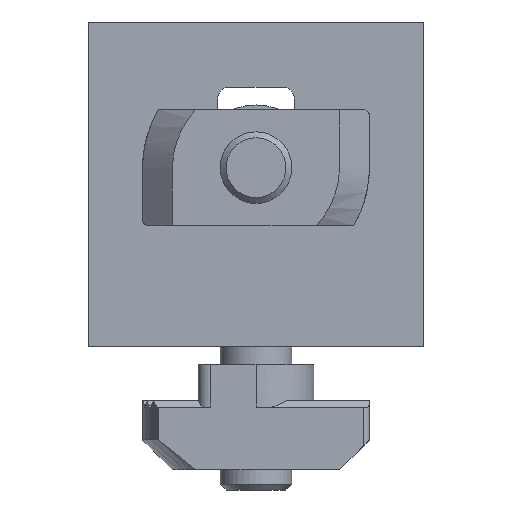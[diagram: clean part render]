
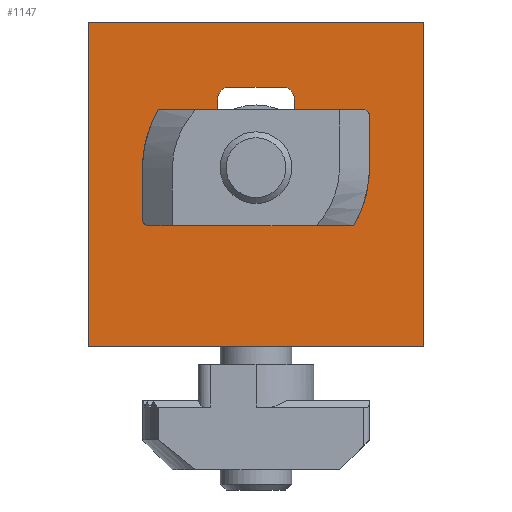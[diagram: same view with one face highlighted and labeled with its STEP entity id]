
A CAD part, front view. The second image highlights one B-rep face of the part: STEP entity #1147.
In plain terms, the highlighted face is planar.
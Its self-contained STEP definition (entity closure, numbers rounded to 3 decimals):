
#1147=ADVANCED_FACE('',(#1377,#1378),#1379,.T.);
#1377=FACE_BOUND('',#1654,.T.);
#1378=FACE_OUTER_BOUND('',#1655,.T.);
#1379=PLANE('',#1656);
#1654=EDGE_LOOP('',(#2518,#2519,#2520,#2521,#2522,#2523,#2524,#2525));
#1655=EDGE_LOOP('',(#2526,#2527,#2528,#2529));
#1656=AXIS2_PLACEMENT_3D('',#2530,#2531,#2532);
#2518=ORIENTED_EDGE('',*,*,#2986,.T.);
#2519=ORIENTED_EDGE('',*,*,#2987,.T.);
#2520=ORIENTED_EDGE('',*,*,#2988,.T.);
#2521=ORIENTED_EDGE('',*,*,#2965,.T.);
#2522=ORIENTED_EDGE('',*,*,#2959,.T.);
#2523=ORIENTED_EDGE('',*,*,#2962,.T.);
#2524=ORIENTED_EDGE('',*,*,#2989,.T.);
#2525=ORIENTED_EDGE('',*,*,#2990,.T.);
#2526=ORIENTED_EDGE('',*,*,#2991,.F.);
#2527=ORIENTED_EDGE('',*,*,#2992,.T.);
#2528=ORIENTED_EDGE('',*,*,#2977,.T.);
#2529=ORIENTED_EDGE('',*,*,#2993,.F.);
#2530=CARTESIAN_POINT('',(0.0,16.25,-14.0));
#2531=DIRECTION('',(-1.0,0.,0.0));
#2532=DIRECTION('',(0.,-1.0,0.0));
#2959=EDGE_CURVE('',#3452,#3456,#3458,.F.);
#2962=EDGE_CURVE('',#3456,#3461,#3463,.T.);
#2965=EDGE_CURVE('',#3465,#3452,#3468,.T.);
#2977=EDGE_CURVE('',#3485,#3490,#3492,.T.);
#2986=EDGE_CURVE('',#3509,#3510,#3511,.F.);
#2987=EDGE_CURVE('',#3510,#3512,#3513,.T.);
#2988=EDGE_CURVE('',#3512,#3465,#3514,.F.);
#2989=EDGE_CURVE('',#3461,#3515,#3516,.F.);
#2990=EDGE_CURVE('',#3515,#3509,#3517,.T.);
#2991=EDGE_CURVE('',#3518,#3519,#3520,.T.);
#2992=EDGE_CURVE('',#3518,#3485,#3521,.T.);
#2993=EDGE_CURVE('',#3519,#3490,#3522,.T.);
#3452=VERTEX_POINT('',#4271);
#3456=VERTEX_POINT('',#4276);
#3458=CIRCLE('',#4279,1.0);
#3461=VERTEX_POINT('',#4283);
#3463=LINE('',#4286,#4287);
#3465=VERTEX_POINT('',#4289);
#3468=LINE('',#4294,#4295);
#3485=VERTEX_POINT('',#4316);
#3490=VERTEX_POINT('',#4323);
#3492=LINE('',#4326,#4327);
#3509=VERTEX_POINT('',#4352);
#3510=VERTEX_POINT('',#4353);
#3511=CIRCLE('',#4354,1.0);
#3512=VERTEX_POINT('',#4355);
#3513=LINE('',#4356,#4357);
#3514=CIRCLE('',#4358,1.0);
#3515=VERTEX_POINT('',#4359);
#3516=CIRCLE('',#4360,1.0);
#3517=LINE('',#4361,#4362);
#3518=VERTEX_POINT('',#4363);
#3519=VERTEX_POINT('',#4364);
#3520=LINE('',#4365,#4366);
#3521=LINE('',#4367,#4368);
#3522=LINE('',#4369,#4370);
#4271=CARTESIAN_POINT('',(0.0,21.75,2.2));
#4276=CARTESIAN_POINT('',(0.0,20.75,3.2));
#4279=AXIS2_PLACEMENT_3D('',#4859,#4860,#4861);
#4283=CARTESIAN_POINT('',(0.0,13.25,3.2));
#4286=CARTESIAN_POINT('',(0.,16.25,3.2));
#4287=VECTOR('',#4864,1.0);
#4289=CARTESIAN_POINT('',(0.0,21.75,-2.2));
#4294=CARTESIAN_POINT('',(0.,21.75,-14.0));
#4295=VECTOR('',#4867,1.0);
#4316=CARTESIAN_POINT('',(0.,0.0,-14.0));
#4323=CARTESIAN_POINT('',(0.,0.0,14.0));
#4326=CARTESIAN_POINT('',(0.,0.0,-14.0));
#4327=VECTOR('',#4887,1.0);
#4352=CARTESIAN_POINT('',(0.0,12.25,-2.2));
#4353=CARTESIAN_POINT('',(0.,13.25,-3.2));
#4354=AXIS2_PLACEMENT_3D('',#4896,#4897,#4898);
#4355=CARTESIAN_POINT('',(0.0,20.75,-3.2));
#4356=CARTESIAN_POINT('',(0.,16.25,-3.2));
#4357=VECTOR('',#4899,1.0);
#4358=AXIS2_PLACEMENT_3D('',#4900,#4901,#4902);
#4359=CARTESIAN_POINT('',(0.0,12.25,2.2));
#4360=AXIS2_PLACEMENT_3D('',#4903,#4904,#4905);
#4361=CARTESIAN_POINT('',(0.,12.25,-14.0));
#4362=VECTOR('',#4906,1.0);
#4363=CARTESIAN_POINT('',(0.,27.2,-14.0));
#4364=CARTESIAN_POINT('',(0.,27.2,14.0));
#4365=CARTESIAN_POINT('',(0.0,27.2,-45.962));
#4366=VECTOR('',#4907,1.0);
#4367=CARTESIAN_POINT('',(0.0,16.25,-14.0));
#4368=VECTOR('',#4908,1.0);
#4369=CARTESIAN_POINT('',(0.0,16.25,14.0));
#4370=VECTOR('',#4909,1.0);
#4859=CARTESIAN_POINT('',(0.0,20.75,2.2));
#4860=DIRECTION('',(-1.0,0.,0.0));
#4861=DIRECTION('',(0.,-1.0,0.0));
#4864=DIRECTION('',(0.,-1.0,0.));
#4867=DIRECTION('',(0.0,0.0,1.0));
#4887=DIRECTION('',(0.0,0.0,1.0));
#4896=CARTESIAN_POINT('',(0.0,13.25,-2.2));
#4897=DIRECTION('',(-1.0,0.,0.0));
#4898=DIRECTION('',(0.,-1.0,0.0));
#4899=DIRECTION('',(0.,1.0,0.));
#4900=CARTESIAN_POINT('',(0.0,20.75,-2.2));
#4901=DIRECTION('',(-1.0,0.,0.0));
#4902=DIRECTION('',(0.,-1.0,0.0));
#4903=CARTESIAN_POINT('',(0.0,13.25,2.2));
#4904=DIRECTION('',(-1.0,0.,0.0));
#4905=DIRECTION('',(0.,-1.0,0.0));
#4906=DIRECTION('',(0.0,0.0,-1.0));
#4907=DIRECTION('',(0.0,0.0,1.0));
#4908=DIRECTION('',(0.,-1.0,0.0));
#4909=DIRECTION('',(0.,-1.0,0.0));
